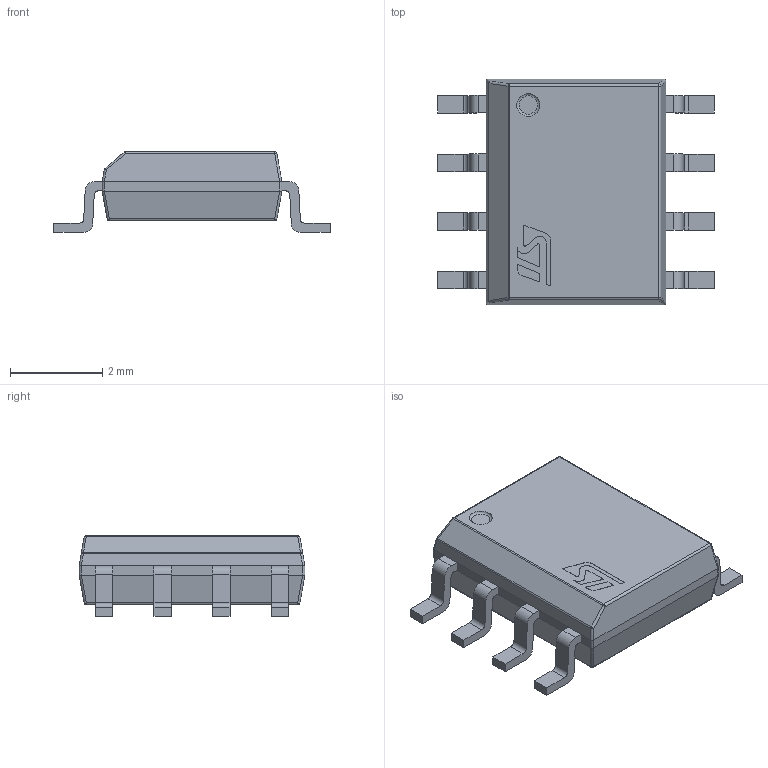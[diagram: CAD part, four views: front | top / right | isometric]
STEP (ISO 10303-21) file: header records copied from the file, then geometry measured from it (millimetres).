
FILE_DESCRIPTION(/* description */ (''),/* implementation_level */ '2;1');
FILE_NAME(/* name */ 'STMicroelectronics M41T0M6F - 8-SOIC SO8.stp',/* time_stamp */ '2019-10-22T16:05:14-04:00',/* author */ ('Ricardo'),/* organization */ (''),/* preprocessor_version */ 'ST-DEVELOPER v18',/* originating_system */ 'Autodesk Inventor 2020',/* authorisation */ '');
FILE_SCHEMA (('AUTOMOTIVE_DESIGN { 1 0 10303 214 3 1 1 }'));
Length unit declared in the file: millimetre
Products named in the file (4): STMicroelectronics M41T00M6 - 8-SOIC RTC; body; pins; logo1
Assembly tree (3 placements, depth 2):
  STMicroelectronics M41T00M6 - 8-SOIC RTC
    body
    pins
    logo1
Bounding box: 6 x 4.9 x 1.75 mm (x, y, z)
Volume: 28.8 mm3; surface area: 87.3 mm2
Topology: 12 solids, 12 shells, 188 faces, 459 edges, 296 vertices
Faces by surface type: plane 116, cylinder 61, sphere 10, torus 1
Entity records: 5657 total; most frequent: DIRECTION 982, CARTESIAN_POINT 950, ORIENTED_EDGE 918, EDGE_CURVE 459, AXIS2_PLACEMENT_3D 328, LINE 326, VECTOR 326, VERTEX_POINT 296
